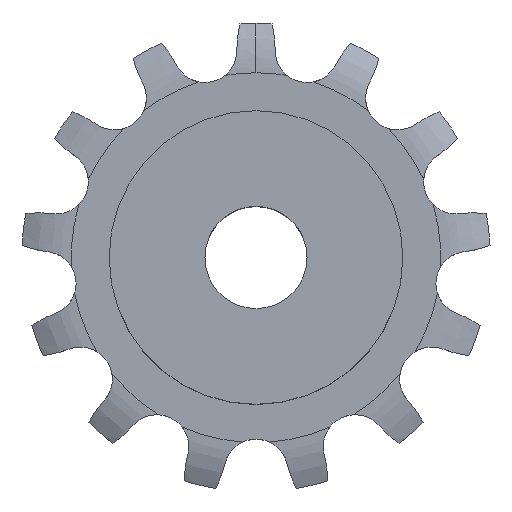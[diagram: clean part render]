
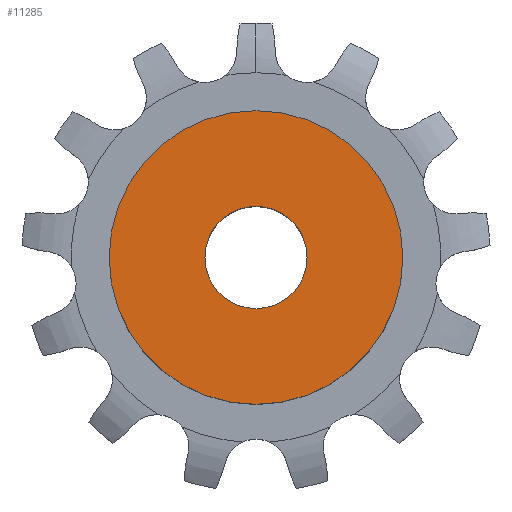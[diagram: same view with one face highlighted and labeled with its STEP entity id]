
A CAD part, top view. The second image highlights one B-rep face of the part: STEP entity #11285.
In plain terms, the highlighted planar face has unit normal (0, 0, 1).
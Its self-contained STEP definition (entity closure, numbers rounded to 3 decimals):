
#2908 = CYLINDRICAL_SURFACE('',#2909,11.5);
#2909 = AXIS2_PLACEMENT_3D('',#2910,#2911,#2912);
#2910 = CARTESIAN_POINT('',(0.,0.,0.));
#2911 = DIRECTION('',(-0.,-0.,-1.));
#2912 = DIRECTION('',(1.,0.,0.));
#8958 = CYLINDRICAL_SURFACE('',#8959,4.);
#8959 = AXIS2_PLACEMENT_3D('',#8960,#8961,#8962);
#8960 = CARTESIAN_POINT('',(0.,0.,54.007));
#8961 = DIRECTION('',(0.,0.,1.));
#8962 = DIRECTION('',(1.,0.,-0.));
#10445 = VERTEX_POINT('',#10446);
#10446 = CARTESIAN_POINT('',(11.5,0.,13.));
#10467 = EDGE_CURVE('',#10445,#10445,#10468,.T.);
#10468 = SURFACE_CURVE('',#10469,(#10474,#10481),.PCURVE_S1.);
#10469 = CIRCLE('',#10470,11.5);
#10470 = AXIS2_PLACEMENT_3D('',#10471,#10472,#10473);
#10471 = CARTESIAN_POINT('',(0.,0.,13.));
#10472 = DIRECTION('',(0.,0.,1.));
#10473 = DIRECTION('',(1.,0.,0.));
#10474 = PCURVE('',#2908,#10475);
#10475 = DEFINITIONAL_REPRESENTATION('',(#10476),#10480);
#10476 = LINE('',#10477,#10478);
#10477 = CARTESIAN_POINT('',(-0.,-13.));
#10478 = VECTOR('',#10479,1.);
#10479 = DIRECTION('',(-1.,0.));
#10480 = ( GEOMETRIC_REPRESENTATION_CONTEXT(2) 
PARAMETRIC_REPRESENTATION_CONTEXT() REPRESENTATION_CONTEXT('2D SPACE',''
  ) );
#10481 = PCURVE('',#10482,#10487);
#10482 = PLANE('',#10483);
#10483 = AXIS2_PLACEMENT_3D('',#10484,#10485,#10486);
#10484 = CARTESIAN_POINT('',(0.,0.,13.));
#10485 = DIRECTION('',(0.,0.,1.));
#10486 = DIRECTION('',(0.,-1.,0.));
#10487 = DEFINITIONAL_REPRESENTATION('',(#10488),#10492);
#10488 = CIRCLE('',#10489,11.5);
#10489 = AXIS2_PLACEMENT_2D('',#10490,#10491);
#10490 = CARTESIAN_POINT('',(0.,0.));
#10491 = DIRECTION('',(0.,1.));
#10492 = ( GEOMETRIC_REPRESENTATION_CONTEXT(2) 
PARAMETRIC_REPRESENTATION_CONTEXT() REPRESENTATION_CONTEXT('2D SPACE',''
  ) );
#11239 = EDGE_CURVE('',#11240,#11240,#11242,.T.);
#11240 = VERTEX_POINT('',#11241);
#11241 = CARTESIAN_POINT('',(4.,0.,13.));
#11242 = SURFACE_CURVE('',#11243,(#11248,#11255),.PCURVE_S1.);
#11243 = CIRCLE('',#11244,4.);
#11244 = AXIS2_PLACEMENT_3D('',#11245,#11246,#11247);
#11245 = CARTESIAN_POINT('',(0.,0.,13.));
#11246 = DIRECTION('',(0.,0.,1.));
#11247 = DIRECTION('',(1.,0.,-0.));
#11248 = PCURVE('',#8958,#11249);
#11249 = DEFINITIONAL_REPRESENTATION('',(#11250),#11254);
#11250 = LINE('',#11251,#11252);
#11251 = CARTESIAN_POINT('',(0.,-41.007));
#11252 = VECTOR('',#11253,1.);
#11253 = DIRECTION('',(1.,0.));
#11254 = ( GEOMETRIC_REPRESENTATION_CONTEXT(2) 
PARAMETRIC_REPRESENTATION_CONTEXT() REPRESENTATION_CONTEXT('2D SPACE',''
  ) );
#11255 = PCURVE('',#10482,#11256);
#11256 = DEFINITIONAL_REPRESENTATION('',(#11257),#11261);
#11257 = CIRCLE('',#11258,4.);
#11258 = AXIS2_PLACEMENT_2D('',#11259,#11260);
#11259 = CARTESIAN_POINT('',(0.,0.));
#11260 = DIRECTION('',(0.,1.));
#11261 = ( GEOMETRIC_REPRESENTATION_CONTEXT(2) 
PARAMETRIC_REPRESENTATION_CONTEXT() REPRESENTATION_CONTEXT('2D SPACE',''
  ) );
#11285 = ADVANCED_FACE('',(#11286,#11289),#10482,.T.);
#11286 = FACE_BOUND('',#11287,.T.);
#11287 = EDGE_LOOP('',(#11288));
#11288 = ORIENTED_EDGE('',*,*,#10467,.T.);
#11289 = FACE_BOUND('',#11290,.T.);
#11290 = EDGE_LOOP('',(#11291));
#11291 = ORIENTED_EDGE('',*,*,#11239,.F.);
